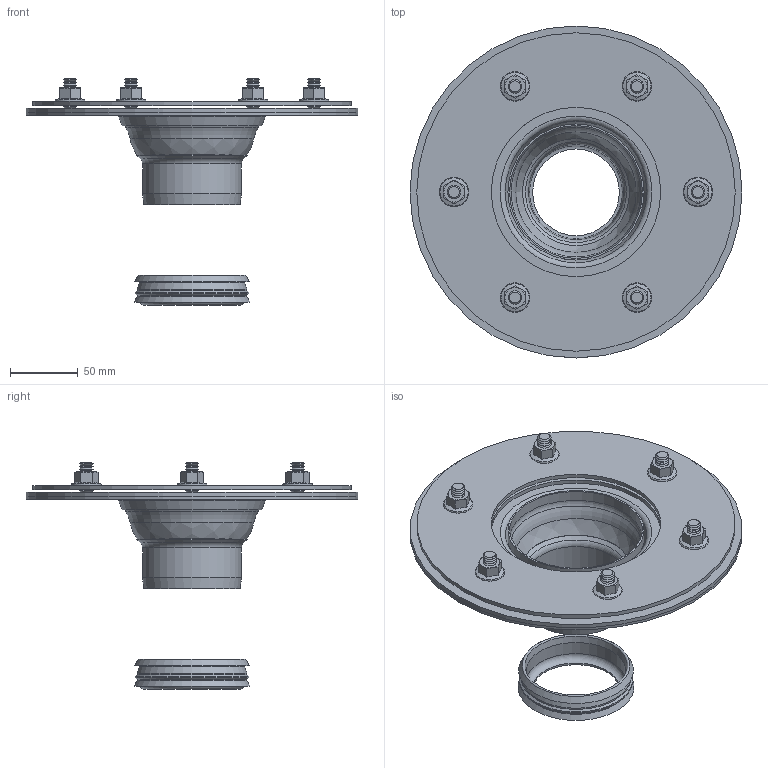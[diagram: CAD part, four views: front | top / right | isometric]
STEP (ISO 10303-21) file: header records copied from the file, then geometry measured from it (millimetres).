
FILE_DESCRIPTION(/* description */ (''),/* implementation_level */ '2;1');
FILE_NAME(/* name */ '20440.050X_3D.stp',/* time_stamp */ '2026-03-23T09:36:44+01:00',/* author */ ('M.Müller'),/* organization */ (''),/* preprocessor_version */ 'ST-DEVELOPER v20.1',/* originating_system */ 'AutoCAD Mechanical',/* authorisation */ '');
FILE_SCHEMA (('AUTOMOTIVE_DESIGN { 1 0 10303 214 3 1 1 }'));
Length unit declared in the file: millimetre
Products named in the file (6): Product; *S0; *U13; *U12; *U15; *U14
Assembly tree (15 placements, depth 3):
  Product
    *S0
    *U13
      *U12  x6
    *U15
      *U14  x6
Bounding box: 245 x 245 x 167.5 mm (x, y, z)
Volume: 335508.1 mm3; surface area: 290358.9 mm2
Topology: 18 solids, 18 shells, 346 faces, 726 edges, 422 vertices
Faces by surface type: cone 221, plane 70, cylinder 32, torus 21, bspline 2
Full cylindrical faces by diameter (mm): 8.376 x6, 13 x6, 16 x6, 64 x1, 70.6 x1, 73 x1, 74 x1, 81 x2, 83.8 x1, 98 x1, 100.4 x1, 125 x2, 235 x1, 245 x2
Entity records: 3517 total; most frequent: CARTESIAN_POINT 675, DIRECTION 643, ORIENTED_EDGE 486, AXIS2_PLACEMENT_3D 281, EDGE_CURVE 243, EDGE_LOOP 152, CIRCLE 146, VERTEX_POINT 141
